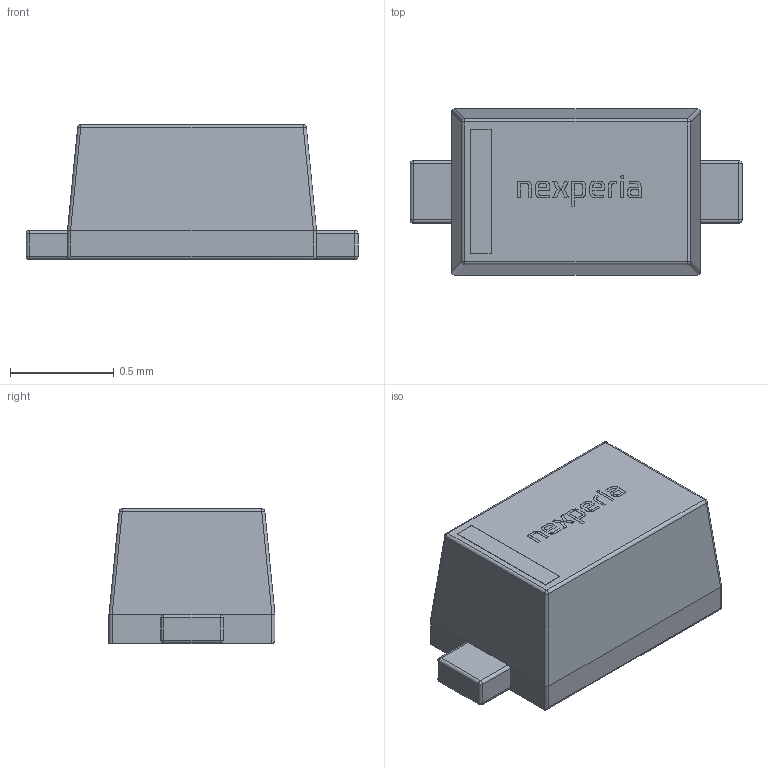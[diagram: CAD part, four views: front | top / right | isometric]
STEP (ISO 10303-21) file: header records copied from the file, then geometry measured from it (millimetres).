
FILE_DESCRIPTION(/* description */ (''),/* implementation_level */ '2;1');
FILE_NAME(/* name */ 'MM5Z5V1T5GF.stp',/* time_stamp */ '2021-06-30T09:40:52+02:00',/* author */ ('AbuBakr'),/* organization */ (''),/* preprocessor_version */ 'ST-DEVELOPER v17',/* originating_system */ 'Autodesk Inventor 2019',/* authorisation */ '');
FILE_SCHEMA (('AUTOMOTIVE_DESIGN { 1 0 10303 214 3 1 1 }'));
Length unit declared in the file: millimetre
Products named in the file (5): MM5Z5V1T5GF; 1; 2; direction _Mark; Nexperia
Assembly tree (4 placements, depth 2):
  MM5Z5V1T5GF
    1
    2
    direction _Mark
    Nexperia
Bounding box: 1.6 x 0.8 x 0.65 mm (x, y, z)
Volume: 0.6 mm3; surface area: 5.8 mm2
Topology: 13 solids, 13 shells, 209 faces, 511 edges, 328 vertices
Faces by surface type: plane 110, cylinder 52, bspline 35, sphere 12
Full cylindrical faces by diameter (mm): 0.014 x1
Entity records: 6663 total; most frequent: CARTESIAN_POINT 1552, ORIENTED_EDGE 1022, DIRECTION 897, EDGE_CURVE 511, LINE 343, VECTOR 343, VERTEX_POINT 328, AXIS2_PLACEMENT_3D 277
